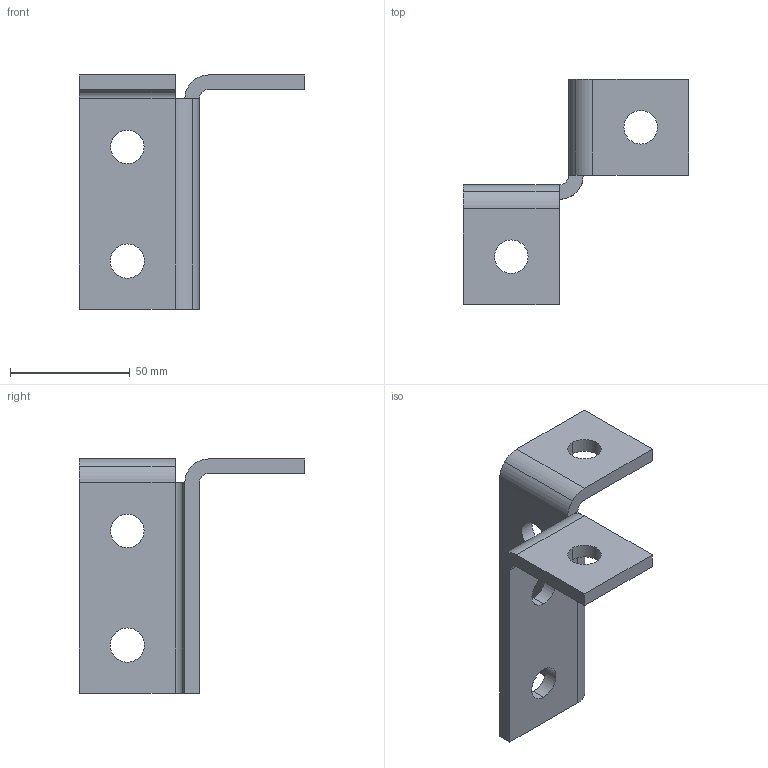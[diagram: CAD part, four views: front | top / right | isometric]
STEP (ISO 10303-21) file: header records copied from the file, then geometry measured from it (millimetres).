
FILE_DESCRIPTION(('TurboCAD Mac Pro'),'Build 980');
FILE_NAME('P2224.stp',' ',(''),(''),'ACIS Interop','IMSI','TurboCAD Mac Pro BY IMSI, INCORPORATED');
FILE_SCHEMA(('automotive_design'));
Length unit declared in the file: inch
Products named in the file (1): 1
Bounding box: 94 x 94 x 97.62 mm (x, y, z)
Volume: 66700.4 mm3; surface area: 27195 mm2
Topology: 1 solids, 1 shells, 40 faces, 106 edges, 68 vertices
Faces by surface type: cylinder 24, plane 16
Entity records: 1622 total; most frequent: DIRECTION 236, CARTESIAN_POINT 215, ORIENTED_EDGE 212, EDGE_CURVE 106, AXIS2_PLACEMENT_3D 89, VERTEX_POINT 68, LINE 58, VECTOR 58
